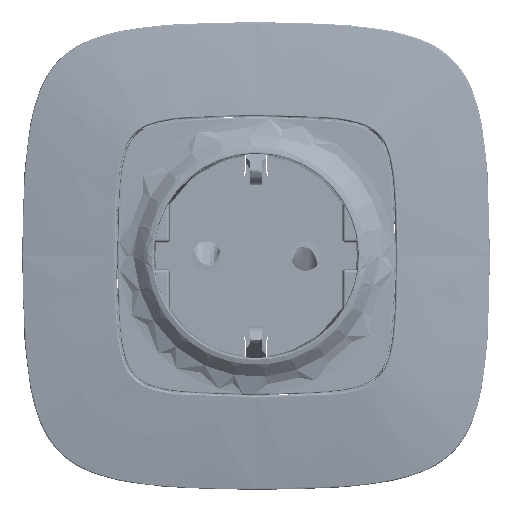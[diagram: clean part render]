
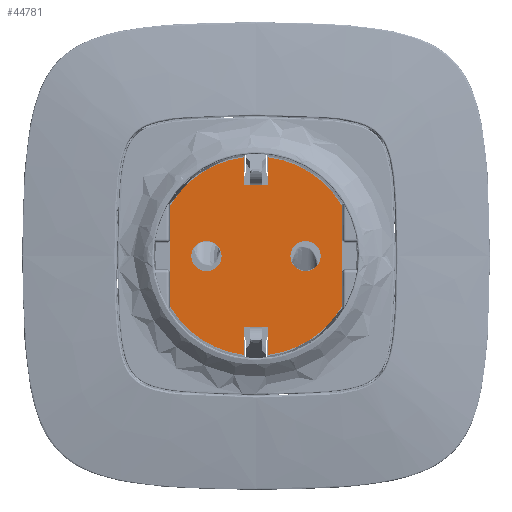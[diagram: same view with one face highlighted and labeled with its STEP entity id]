
A CAD part, top view. The second image highlights one B-rep face of the part: STEP entity #44781.
In plain terms, the highlighted planar face has unit normal (0, 0, 1).
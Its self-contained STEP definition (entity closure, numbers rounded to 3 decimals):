
#44305=AXIS2_PLACEMENT_3D('Circle Axis2P3D',#44303,#44304,$) ;
#44428=AXIS2_PLACEMENT_3D('Circle Axis2P3D',#44426,#44427,$) ;
#44492=AXIS2_PLACEMENT_3D('Circle Axis2P3D',#44490,#44491,$) ;
#44596=AXIS2_PLACEMENT_3D('Circle Axis2P3D',#44594,#44595,$) ;
#44614=AXIS2_PLACEMENT_3D('Circle Axis2P3D',#44612,#44613,$) ;
#44650=AXIS2_PLACEMENT_3D('Circle Axis2P3D',#44648,#44649,$) ;
#44673=AXIS2_PLACEMENT_3D('Circle Axis2P3D',#44671,#44672,$) ;
#44709=AXIS2_PLACEMENT_3D('Circle Axis2P3D',#44707,#44708,$) ;
#44757=AXIS2_PLACEMENT_3D('Plane Axis2P3D',#44754,#44755,#44756) ;
#44254=CARTESIAN_POINT('Vertex',(-16.4,9.79,-4.4)) ;
#44268=CARTESIAN_POINT('Vertex',(-16.4,-9.79,-4.4)) ;
#44271=CARTESIAN_POINT('Line Origine',(-16.4,0.,-4.4)) ;
#44300=CARTESIAN_POINT('Vertex',(-2.25,-18.967,-4.4)) ;
#44303=CARTESIAN_POINT('Axis2P3D Location',(0.,0.,-4.4)) ;
#44332=CARTESIAN_POINT('Vertex',(-2.25,-13.6,-4.4)) ;
#44335=CARTESIAN_POINT('Line Origine',(-2.25,-16.284,-4.4)) ;
#44364=CARTESIAN_POINT('Vertex',(2.25,-13.6,-4.4)) ;
#44367=CARTESIAN_POINT('Line Origine',(0.,-13.6,-4.4)) ;
#44396=CARTESIAN_POINT('Vertex',(2.25,-18.967,-4.4)) ;
#44399=CARTESIAN_POINT('Line Origine',(2.25,-16.284,-4.4)) ;
#44423=CARTESIAN_POINT('Vertex',(16.4,-9.79,-4.4)) ;
#44426=CARTESIAN_POINT('Axis2P3D Location',(0.,0.,-4.4)) ;
#44455=CARTESIAN_POINT('Vertex',(16.4,9.79,-4.4)) ;
#44458=CARTESIAN_POINT('Line Origine',(16.4,0.,-4.4)) ;
#44487=CARTESIAN_POINT('Vertex',(2.25,18.967,-4.4)) ;
#44490=CARTESIAN_POINT('Axis2P3D Location',(0.,0.,-4.4)) ;
#44514=CARTESIAN_POINT('Vertex',(2.25,13.6,-4.4)) ;
#44517=CARTESIAN_POINT('Line Origine',(2.25,16.284,-4.4)) ;
#44546=CARTESIAN_POINT('Vertex',(-2.25,13.6,-4.4)) ;
#44549=CARTESIAN_POINT('Line Origine',(0.,13.6,-4.4)) ;
#44573=CARTESIAN_POINT('Vertex',(-2.25,18.967,-4.4)) ;
#44576=CARTESIAN_POINT('Line Origine',(-2.25,16.284,-4.4)) ;
#44594=CARTESIAN_POINT('Axis2P3D Location',(0.,0.,-4.4)) ;
#44612=CARTESIAN_POINT('Axis2P3D Location',(-9.5,0.,-4.4)) ;
#44616=CARTESIAN_POINT('Vertex',(-12.4,0.,-4.4)) ;
#44618=CARTESIAN_POINT('Vertex',(-6.6,0.,-4.4)) ;
#44648=CARTESIAN_POINT('Axis2P3D Location',(-9.5,0.,-4.4)) ;
#44671=CARTESIAN_POINT('Axis2P3D Location',(9.5,0.,-4.4)) ;
#44675=CARTESIAN_POINT('Vertex',(6.6,0.,-4.4)) ;
#44677=CARTESIAN_POINT('Vertex',(12.4,0.,-4.4)) ;
#44707=CARTESIAN_POINT('Axis2P3D Location',(9.5,0.,-4.4)) ;
#44754=CARTESIAN_POINT('Axis2P3D Location',(0.,0.,-4.4)) ;
#44272=DIRECTION('Vector Direction',(0.,-1.,0.)) ;
#44304=DIRECTION('Axis2P3D Direction',(0.,0.,1.)) ;
#44336=DIRECTION('Vector Direction',(0.,1.,0.)) ;
#44368=DIRECTION('Vector Direction',(1.,0.,0.)) ;
#44400=DIRECTION('Vector Direction',(0.,-1.,0.)) ;
#44427=DIRECTION('Axis2P3D Direction',(0.,0.,1.)) ;
#44459=DIRECTION('Vector Direction',(0.,1.,0.)) ;
#44491=DIRECTION('Axis2P3D Direction',(0.,0.,1.)) ;
#44518=DIRECTION('Vector Direction',(0.,1.,0.)) ;
#44550=DIRECTION('Vector Direction',(1.,0.,0.)) ;
#44577=DIRECTION('Vector Direction',(0.,-1.,0.)) ;
#44595=DIRECTION('Axis2P3D Direction',(0.,0.,1.)) ;
#44613=DIRECTION('Axis2P3D Direction',(0.,0.,1.)) ;
#44649=DIRECTION('Axis2P3D Direction',(0.,0.,1.)) ;
#44672=DIRECTION('Axis2P3D Direction',(0.,0.,1.)) ;
#44708=DIRECTION('Axis2P3D Direction',(0.,0.,1.)) ;
#44755=DIRECTION('Axis2P3D Direction',(0.,0.,1.)) ;
#44756=DIRECTION('Axis2P3D XDirection',(1.,0.,0.)) ;
#44273=VECTOR('Line Direction',#44272,1.) ;
#44337=VECTOR('Line Direction',#44336,1.) ;
#44369=VECTOR('Line Direction',#44368,1.) ;
#44401=VECTOR('Line Direction',#44400,1.) ;
#44460=VECTOR('Line Direction',#44459,1.) ;
#44519=VECTOR('Line Direction',#44518,1.) ;
#44551=VECTOR('Line Direction',#44550,1.) ;
#44578=VECTOR('Line Direction',#44577,1.) ;
#44760=ORIENTED_EDGE('',*,*,#44275,.T.) ;
#44761=ORIENTED_EDGE('',*,*,#44307,.T.) ;
#44762=ORIENTED_EDGE('',*,*,#44339,.T.) ;
#44763=ORIENTED_EDGE('',*,*,#44371,.T.) ;
#44764=ORIENTED_EDGE('',*,*,#44403,.T.) ;
#44765=ORIENTED_EDGE('',*,*,#44430,.T.) ;
#44766=ORIENTED_EDGE('',*,*,#44462,.T.) ;
#44767=ORIENTED_EDGE('',*,*,#44494,.T.) ;
#44768=ORIENTED_EDGE('',*,*,#44521,.T.) ;
#44769=ORIENTED_EDGE('',*,*,#44553,.T.) ;
#44770=ORIENTED_EDGE('',*,*,#44580,.T.) ;
#44771=ORIENTED_EDGE('',*,*,#44598,.T.) ;
#44774=ORIENTED_EDGE('',*,*,#44620,.F.) ;
#44775=ORIENTED_EDGE('',*,*,#44652,.F.) ;
#44778=ORIENTED_EDGE('',*,*,#44679,.F.) ;
#44779=ORIENTED_EDGE('',*,*,#44711,.F.) ;
#44776=FACE_BOUND('',#44773,.T.) ;
#44780=FACE_BOUND('',#44777,.T.) ;
#44781=ADVANCED_FACE('T002100_A .1\\AG07046_A .1\\GD00559_A.1\\PartBody',(#44772,#44776,#44780),#44758,.T.) ;
#44306=CIRCLE('generated circle',#44305,19.1) ;
#44429=CIRCLE('generated circle',#44428,19.1) ;
#44493=CIRCLE('generated circle',#44492,19.1) ;
#44597=CIRCLE('generated circle',#44596,19.1) ;
#44615=CIRCLE('generated circle',#44614,2.9) ;
#44651=CIRCLE('generated circle',#44650,2.9) ;
#44674=CIRCLE('generated circle',#44673,2.9) ;
#44710=CIRCLE('generated circle',#44709,2.9) ;
#44275=EDGE_CURVE('',#44255,#44269,#44274,.T.) ;
#44307=EDGE_CURVE('',#44269,#44301,#44306,.T.) ;
#44339=EDGE_CURVE('',#44301,#44333,#44338,.T.) ;
#44371=EDGE_CURVE('',#44333,#44365,#44370,.T.) ;
#44403=EDGE_CURVE('',#44365,#44397,#44402,.T.) ;
#44430=EDGE_CURVE('',#44397,#44424,#44429,.T.) ;
#44462=EDGE_CURVE('',#44424,#44456,#44461,.T.) ;
#44494=EDGE_CURVE('',#44456,#44488,#44493,.T.) ;
#44521=EDGE_CURVE('',#44488,#44515,#44520,.F.) ;
#44553=EDGE_CURVE('',#44515,#44547,#44552,.F.) ;
#44580=EDGE_CURVE('',#44547,#44574,#44579,.F.) ;
#44598=EDGE_CURVE('',#44574,#44255,#44597,.T.) ;
#44620=EDGE_CURVE('',#44617,#44619,#44615,.T.) ;
#44652=EDGE_CURVE('',#44619,#44617,#44651,.T.) ;
#44679=EDGE_CURVE('',#44676,#44678,#44674,.T.) ;
#44711=EDGE_CURVE('',#44678,#44676,#44710,.T.) ;
#44759=EDGE_LOOP('',(#44760,#44761,#44762,#44763,#44764,#44765,#44766,#44767,#44768,#44769,#44770,#44771)) ;
#44773=EDGE_LOOP('',(#44774,#44775)) ;
#44777=EDGE_LOOP('',(#44778,#44779)) ;
#44772=FACE_OUTER_BOUND('',#44759,.T.) ;
#44274=LINE('Line',#44271,#44273) ;
#44338=LINE('Line',#44335,#44337) ;
#44370=LINE('Line',#44367,#44369) ;
#44402=LINE('Line',#44399,#44401) ;
#44461=LINE('Line',#44458,#44460) ;
#44520=LINE('Line',#44517,#44519) ;
#44552=LINE('Line',#44549,#44551) ;
#44579=LINE('Line',#44576,#44578) ;
#44758=PLANE('',#44757) ;
#44255=VERTEX_POINT('',#44254) ;
#44269=VERTEX_POINT('',#44268) ;
#44301=VERTEX_POINT('',#44300) ;
#44333=VERTEX_POINT('',#44332) ;
#44365=VERTEX_POINT('',#44364) ;
#44397=VERTEX_POINT('',#44396) ;
#44424=VERTEX_POINT('',#44423) ;
#44456=VERTEX_POINT('',#44455) ;
#44488=VERTEX_POINT('',#44487) ;
#44515=VERTEX_POINT('',#44514) ;
#44547=VERTEX_POINT('',#44546) ;
#44574=VERTEX_POINT('',#44573) ;
#44617=VERTEX_POINT('',#44616) ;
#44619=VERTEX_POINT('',#44618) ;
#44676=VERTEX_POINT('',#44675) ;
#44678=VERTEX_POINT('',#44677) ;
